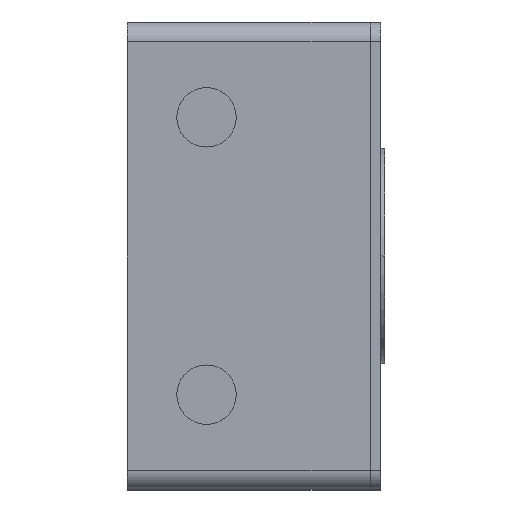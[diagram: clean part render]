
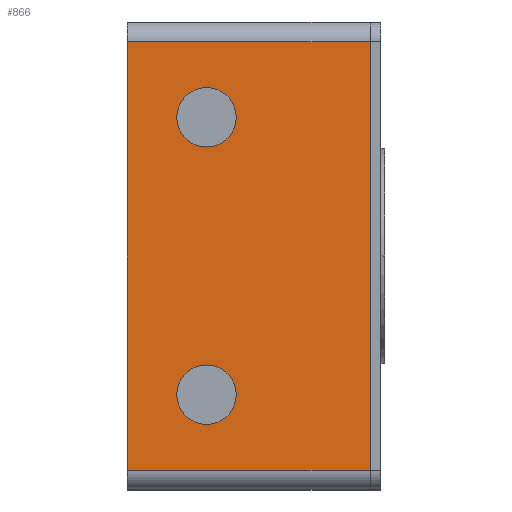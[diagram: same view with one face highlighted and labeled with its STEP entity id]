
A CAD part, left-side view. The second image highlights one B-rep face of the part: STEP entity #866.
In plain terms, the highlighted planar face has unit normal (-1, 0, 0).
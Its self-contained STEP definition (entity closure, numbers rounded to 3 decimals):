
#201=CARTESIAN_POINT('POINT15',(-74.,3.045,6.985));
#202=VERTEX_POINT('VERTEX15',#201);
#209=CARTESIAN_POINT('POINT16',(-74.,3.045,10.795));
#210=VERTEX_POINT('VERTEX16',#209);
#211=CARTESIAN_POINT('POS22',(-74.,3.045,8.89));
#212=DIRECTION('DIR36',(1.,0.,0.));
#213=DIRECTION('DIR37',(0.,0.,-1.));
#214=AXIS2_PLACEMENT_3D('AXIS15',#211,#212,#213);
#215=CIRCLE('ELLIPSE8',#214,1.905);
#216=EDGE_CURVE('EDGE21',#210,#202,#215,.T.);
#236=EDGE_CURVE('EDGE23',#202,#210,#215,.T.);
#241=CARTESIAN_POINT('POINT17',(-74.,3.045,-10.795));
#242=VERTEX_POINT('VERTEX17',#241);
#249=CARTESIAN_POINT('POINT18',(-74.,3.045,-6.985));
#250=VERTEX_POINT('VERTEX18',#249);
#251=CARTESIAN_POINT('POS26',(-74.,3.045,-8.89));
#252=DIRECTION('DIR42',(1.,0.,0.));
#253=DIRECTION('DIR43',(0.,0.,-1.));
#254=AXIS2_PLACEMENT_3D('AXIS17',#251,#252,#253);
#255=CIRCLE('ELLIPSE9',#254,1.905);
#256=EDGE_CURVE('EDGE25',#250,#242,#255,.T.);
#276=EDGE_CURVE('EDGE27',#242,#250,#255,.T.);
#403=CARTESIAN_POINT('POINT35',(-74.,-7.45,
   13.73));
#404=VERTEX_POINT('VERTEX35',#403);
#412=CARTESIAN_POINT('POINT36',(-74.,-7.45,-13.73));
#413=VERTEX_POINT('VERTEX36',#412);
#414=CARTESIAN_POINT('POS43',(-74.,-7.45,13.73));
#415=DIRECTION('DIR68',(0.,0.,
   1.));
#416=VECTOR('VEC18',#415,25.4);
#417=LINE('STRAIGHT18',#414,#416);
#418=EDGE_CURVE('EDGE44',#413,#404,#417,.T.);
#812=CARTESIAN_POINT('POINT54',(-74.,8.125,
   13.73));
#813=VERTEX_POINT('VERTEX54',#812);
#821=CARTESIAN_POINT('POS91',(-74.,8.125,13.73
   ));
#822=DIRECTION('DIR141',(0.,-1.,0.));
#823=VECTOR('VEC41',#822,25.4);
#824=LINE('STRAIGHT41',#821,#823);
#825=EDGE_CURVE('EDGE81',#813,#404,#824,.T.);
#835=ORIENTED_EDGE('COEDGE133',*,*,#276,.T.);
#836=ORIENTED_EDGE('COEDGE134',*,*,#256,.T.);
#837=EDGE_LOOP('NONE',(#835,#836));
#838=FACE_BOUND('LOOP1',#837,.T.);
#839=ORIENTED_EDGE('COEDGE135',*,*,#236,.T.);
#840=ORIENTED_EDGE('COEDGE136',*,*,#216,.T.);
#841=EDGE_LOOP('NONE',(#839,#840));
#842=FACE_BOUND('LOOP1',#841,.T.);
#843=ORIENTED_EDGE('COEDGE137',*,*,#418,.T.);
#844=ORIENTED_EDGE('COEDGE138',*,*,#825,.F.);
#845=CARTESIAN_POINT('POINT55',(-74.,8.125,-13.73));
#846=VERTEX_POINT('VERTEX55',#845);
#847=CARTESIAN_POINT('POS93',(-74.,8.125,13.73));
#848=DIRECTION('DIR144',(0.,0.,
   -1.));
#849=VECTOR('VEC42',#848,25.4);
#850=LINE('STRAIGHT42',#847,#849);
#851=EDGE_CURVE('EDGE82',#813,#846,#850,.T.);
#852=ORIENTED_EDGE('COEDGE139',*,*,#851,.T.);
#853=CARTESIAN_POINT('POS94',(-74.,8.125,-13.73));
#854=DIRECTION('DIR145',(0.,-1.,0.));
#855=VECTOR('VEC43',#854,25.4);
#856=LINE('STRAIGHT43',#853,#855);
#857=EDGE_CURVE('EDGE83',#846,#413,#856,.T.);
#858=ORIENTED_EDGE('COEDGE140',*,*,#857,.T.);
#859=EDGE_LOOP('NONE',(#843,#844,#852,#858));
#860=FACE_BOUND('LOOP1',#859,.T.);
#861=CARTESIAN_POINT('POS95',(-74.,8.125,-13.73));
#862=DIRECTION('DIR146',(-1.,0.,
   0.));
#863=DIRECTION('DIR147',(0.,1.,
   0.));
#864=AXIS2_PLACEMENT_3D('AXIS52',#861,#862,#863);
#865=PLANE('PLANE13',#864);
#866=ADVANCED_FACE('FACE31',(#838,#842,#860),#865,.T.);
